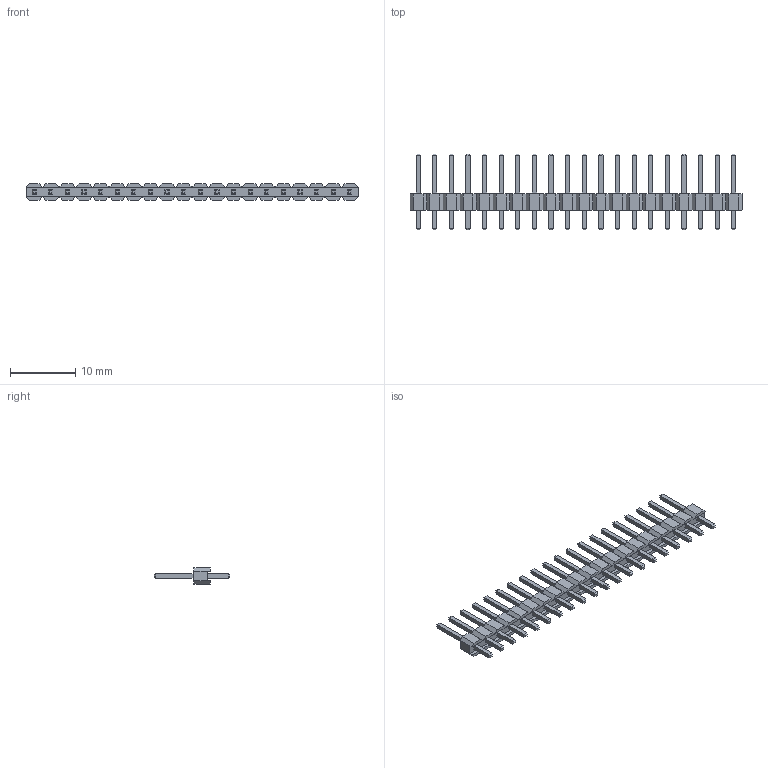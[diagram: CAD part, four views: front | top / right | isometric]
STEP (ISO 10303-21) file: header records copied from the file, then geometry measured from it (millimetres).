
FILE_DESCRIPTION(/* description */ (''),/* implementation_level */ '2;1');
FILE_NAME(/* name */ 'PH-1x20.step',/* time_stamp */ '2024-06-08T13:36:35+09:00',/* author */ (''),/* organization */ (''),/* preprocessor_version */ 'ST-DEVELOPER v20',/* originating_system */ 'Autodesk Translation Framework v13.14.0.145',/* authorisation */ '');
FILE_SCHEMA (('AUTOMOTIVE_DESIGN { 1 0 10303 214 3 1 1 }'));
Length unit declared in the file: millimetre
Products named in the file (1): PH-1x20
Bounding box: 50.76 x 11.6 x 2.5 mm (x, y, z)
Volume: 329.2 mm3; surface area: 1263.4 mm2
Topology: 21 solids, 21 shells, 682 faces, 1680 edges, 1040 vertices
Faces by surface type: plane 682
Entity records: 19491 total; most frequent: CARTESIAN_POINT 3403, ORIENTED_EDGE 3360, DIRECTION 3046, LINE 1680, VECTOR 1680, EDGE_CURVE 1680, VERTEX_POINT 1040, EDGE_LOOP 722
